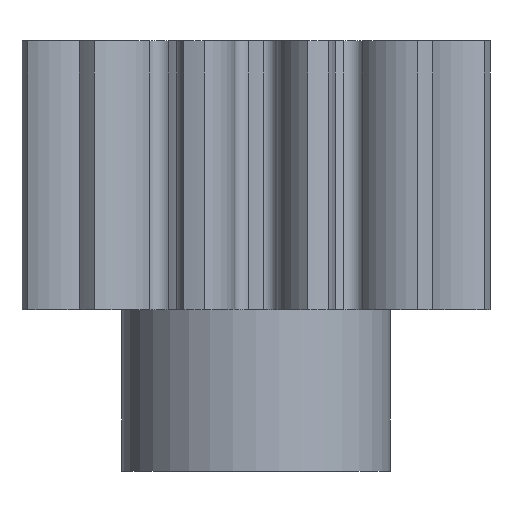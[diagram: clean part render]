
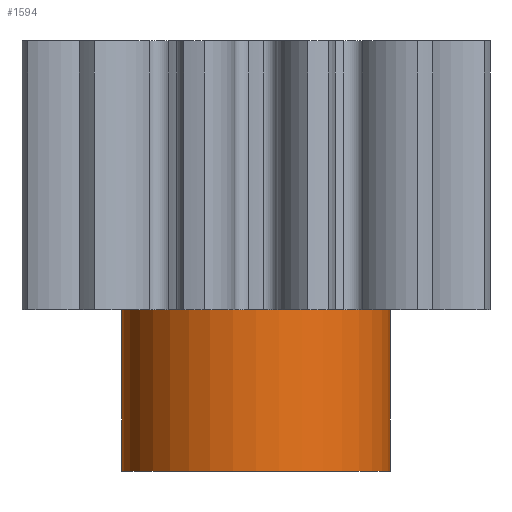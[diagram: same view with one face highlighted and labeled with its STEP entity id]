
A CAD part, front view. The second image highlights one B-rep face of the part: STEP entity #1594.
In plain terms, the highlighted cylindrical face has radius 12.5 mm (diameter 25 mm), a partial arc.
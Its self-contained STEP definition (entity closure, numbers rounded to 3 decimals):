
#102 = ORIENTED_EDGE ( 'NONE', *, *, #1524, .F. ) ;
#979 = CARTESIAN_POINT ( 'NONE',  ( 12.5, 0., -15. ) ) ;
#1344 = VERTEX_POINT ( 'NONE', #979 ) ;
#1524 = EDGE_CURVE ( 'NONE', #1536, #1537, #3168, .T. ) ;
#1536 = VERTEX_POINT ( 'NONE', #3175 ) ;
#1537 = VERTEX_POINT ( 'NONE', #3198 ) ;
#1539 = VERTEX_POINT ( 'NONE', #3197 ) ;
#1541 = EDGE_CURVE ( 'NONE', #1539, #1536, #3191, .T. ) ;
#1589 = ORIENTED_EDGE ( 'NONE', *, *, #1593, .T. ) ;
#1592 = ORIENTED_EDGE ( 'NONE', *, *, #1541, .F. ) ;
#1593 = EDGE_CURVE ( 'NONE', #1539, #1344, #2838, .T. ) ;
#1594 = ADVANCED_FACE ( 'NONE', ( #2889 ), #2851, .T. ) ;
#1595 = EDGE_LOOP ( 'NONE', ( #1592, #1589, #1614, #102 ) ) ;
#1614 = ORIENTED_EDGE ( 'NONE', *, *, #1623, .T. ) ;
#1623 = EDGE_CURVE ( 'NONE', #1344, #1537, #2874, .T. ) ;
#2814 = DIRECTION ( 'NONE',  ( 1., 0., 0. ) ) ;
#2838 = CIRCLE ( 'NONE', #2839, 12.5 ) ;
#2839 = AXIS2_PLACEMENT_3D ( 'NONE', #2883, #2882, #2881 ) ;
#2851 = CYLINDRICAL_SURFACE ( 'NONE', #2880, 12.5 ) ;
#2874 = LINE ( 'NONE', #2907, #2906 ) ;
#2880 = AXIS2_PLACEMENT_3D ( 'NONE', #2888, #2887, #2814 ) ;
#2881 = DIRECTION ( 'NONE',  ( 1., 0., 0. ) ) ;
#2882 = DIRECTION ( 'NONE',  ( 0., 0., 1. ) ) ;
#2883 = CARTESIAN_POINT ( 'NONE',  ( 0., 0., -15. ) ) ;
#2887 = DIRECTION ( 'NONE',  ( 0., 0., 1. ) ) ;
#2888 = CARTESIAN_POINT ( 'NONE',  ( 0., 0., -15. ) ) ;
#2889 = FACE_OUTER_BOUND ( 'NONE', #1595, .T. ) ;
#2905 = DIRECTION ( 'NONE',  ( 0., 0., 1. ) ) ;
#2906 = VECTOR ( 'NONE', #2905, 1000. ) ;
#2907 = CARTESIAN_POINT ( 'NONE',  ( 12.5, 0., -15. ) ) ;
#3159 = DIRECTION ( 'NONE',  ( 0., 0., 1. ) ) ;
#3160 = CARTESIAN_POINT ( 'NONE',  ( 0., 0., 0. ) ) ;
#3161 = AXIS2_PLACEMENT_3D ( 'NONE', #3160, #3159, #3167 ) ;
#3167 = DIRECTION ( 'NONE',  ( 1., 0., 0. ) ) ;
#3168 = CIRCLE ( 'NONE', #3161, 12.5 ) ;
#3175 = CARTESIAN_POINT ( 'NONE',  ( -12.5, 0., 0. ) ) ;
#3188 = DIRECTION ( 'NONE',  ( 0., 0., 1. ) ) ;
#3189 = VECTOR ( 'NONE', #3188, 1000. ) ;
#3190 = CARTESIAN_POINT ( 'NONE',  ( -12.5, 0., -15. ) ) ;
#3191 = LINE ( 'NONE', #3190, #3189 ) ;
#3197 = CARTESIAN_POINT ( 'NONE',  ( -12.5, 0., -15. ) ) ;
#3198 = CARTESIAN_POINT ( 'NONE',  ( 12.5, 0., 0. ) ) ;
